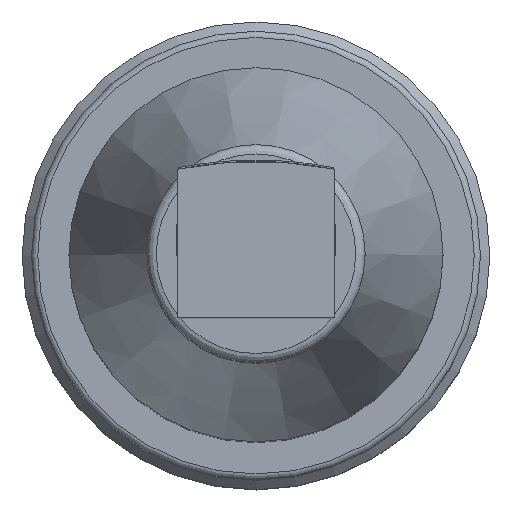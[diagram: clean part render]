
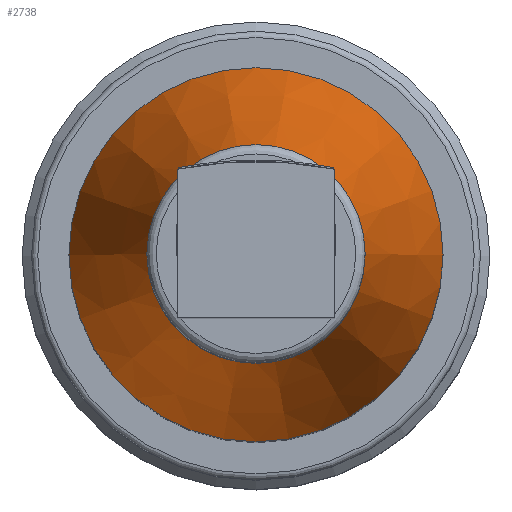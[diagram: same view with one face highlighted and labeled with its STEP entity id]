
A CAD part, top view. The second image highlights one B-rep face of the part: STEP entity #2738.
In plain terms, the highlighted conical face has half-angle 16.39 degrees and reference radius 3.5 mm.
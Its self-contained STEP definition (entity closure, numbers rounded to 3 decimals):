
#31=CONICAL_SURFACE('',#2934,3.5,0.286);
#479=CIRCLE('',#2933,3.5);
#480=CIRCLE('',#2935,6.);
#920=ORIENTED_EDGE('',*,*,#1204,.F.);
#921=ORIENTED_EDGE('',*,*,#1203,.T.);
#1203=EDGE_CURVE('',#1384,#1384,#479,.T.);
#1204=EDGE_CURVE('',#1385,#1385,#480,.T.);
#1384=VERTEX_POINT('',#4021);
#1385=VERTEX_POINT('',#4024);
#1534=EDGE_LOOP('',(#920));
#1535=EDGE_LOOP('',(#921));
#1705=FACE_BOUND('',#1534,.T.);
#1706=FACE_BOUND('',#1535,.T.);
#2738=ADVANCED_FACE('',(#1705,#1706),#31,.T.);
#2933=AXIS2_PLACEMENT_3D('',#4020,#3445,#3446);
#2934=AXIS2_PLACEMENT_3D('',#4022,#3447,#3448);
#2935=AXIS2_PLACEMENT_3D('',#4023,#3449,#3450);
#3445=DIRECTION('',(0.,0.,-1.));
#3446=DIRECTION('',(-1.,0.,0.));
#3447=DIRECTION('',(0.,0.,-1.));
#3448=DIRECTION('',(-1.,0.,0.));
#3449=DIRECTION('',(0.,0.,-1.));
#3450=DIRECTION('',(-1.,0.,0.));
#4020=CARTESIAN_POINT('',(0.,0.,44.));
#4021=CARTESIAN_POINT('',(-3.5,0.,44.));
#4022=CARTESIAN_POINT('',(0.,0.,44.));
#4023=CARTESIAN_POINT('',(0.,0.,35.5));
#4024=CARTESIAN_POINT('',(-6.,0.,35.5));
